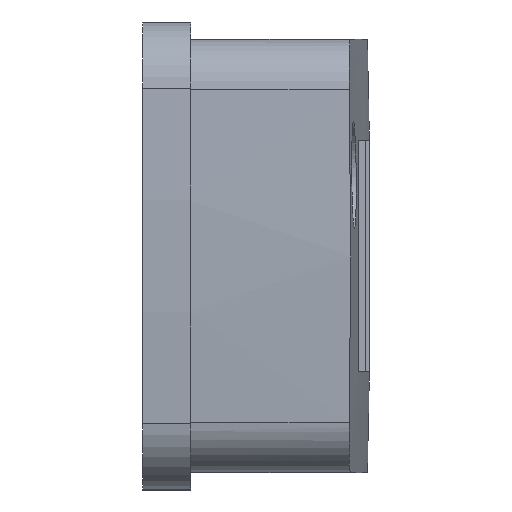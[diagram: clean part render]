
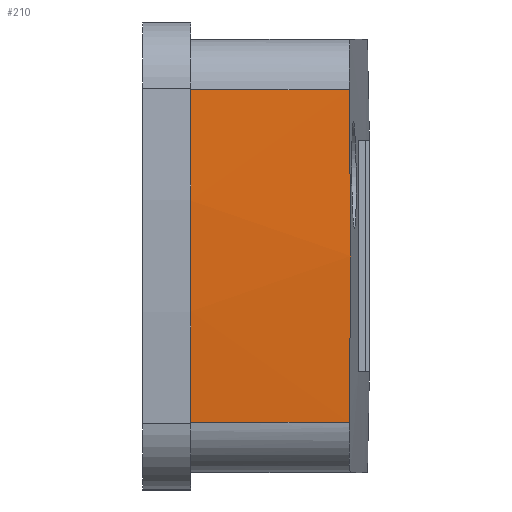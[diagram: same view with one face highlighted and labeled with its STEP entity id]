
A CAD part, front view. The second image highlights one B-rep face of the part: STEP entity #210.
In plain terms, the highlighted cylindrical face has radius 178.555 mm (diameter 357.11 mm), a partial arc.
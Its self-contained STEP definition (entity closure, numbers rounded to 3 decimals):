
#126=B_SPLINE_CURVE_WITH_KNOTS('',3,(#1449,#1450,#1451,#1452),
 .UNSPECIFIED.,.F.,.F.,(4,4),(0.,1.),.UNSPECIFIED.);
#142=CYLINDRICAL_SURFACE('',#975,178.555);
#171=FACE_OUTER_BOUND('',#352,.T.);
#210=ADVANCED_FACE('',(#171),#142,.T.);
#278=CIRCLE('',#960,178.555);
#352=EDGE_LOOP('',(#539,#540,#541,#542));
#539=ORIENTED_EDGE('',*,*,#788,.T.);
#540=ORIENTED_EDGE('',*,*,#744,.T.);
#541=ORIENTED_EDGE('',*,*,#794,.F.);
#542=ORIENTED_EDGE('',*,*,#767,.T.);
#650=VERTEX_POINT('',#1296);
#656=VERTEX_POINT('',#1308);
#679=VERTEX_POINT('',#1453);
#680=VERTEX_POINT('',#1454);
#744=EDGE_CURVE('',#650,#656,#278,.T.);
#767=EDGE_CURVE('',#679,#680,#126,.T.);
#788=EDGE_CURVE('',#680,#650,#854,.T.);
#794=EDGE_CURVE('',#679,#656,#860,.T.);
#854=LINE('',#1533,#916);
#860=LINE('',#1545,#922);
#916=VECTOR('',#1123,1.);
#922=VECTOR('',#1141,1.);
#960=AXIS2_PLACEMENT_3D('',#1309,#1092,#1093);
#975=AXIS2_PLACEMENT_3D('',#1546,#1142,#1143);
#1092=DIRECTION('',(1.,0.,0.));
#1093=DIRECTION('',(0.,0.,-1.));
#1123=DIRECTION('',(-1.,0.,0.));
#1141=DIRECTION('',(-1.,0.,0.));
#1142=DIRECTION('',(-1.,0.,0.));
#1143=DIRECTION('',(0.,0.,1.));
#1296=CARTESIAN_POINT('',(4.,-71.576,13.853));
#1308=CARTESIAN_POINT('',(4.,-71.576,-13.853));
#1309=CARTESIAN_POINT('',(4.,106.441,0.));
#1449=CARTESIAN_POINT('',(17.218,-71.576,-13.853));
#1450=CARTESIAN_POINT('',(17.384,-72.294,-4.632));
#1451=CARTESIAN_POINT('',(17.384,-72.294,4.632));
#1452=CARTESIAN_POINT('',(17.218,-71.576,13.853));
#1453=CARTESIAN_POINT('',(17.218,-71.576,-13.853));
#1454=CARTESIAN_POINT('',(17.218,-71.576,13.853));
#1533=CARTESIAN_POINT('',(107.765,-71.576,13.853));
#1545=CARTESIAN_POINT('',(107.765,-71.576,-13.853));
#1546=CARTESIAN_POINT('',(107.765,106.441,0.));
